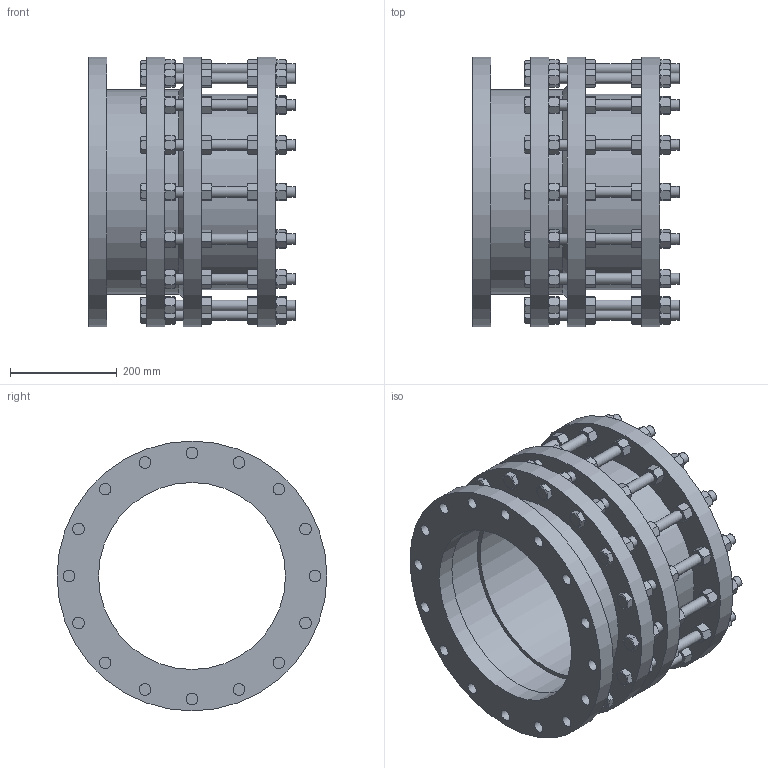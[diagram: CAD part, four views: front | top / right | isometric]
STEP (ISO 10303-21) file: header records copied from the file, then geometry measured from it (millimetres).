
FILE_DESCRIPTION(/* description */ ('MONTERINGSBOX VM 3188 - 150 DN'),/* implementation_level */ '2;1');
FILE_NAME(/* name */ 'MONTERINGSBOX VM 3186 - 350 DN.stp',/* time_stamp */ '2020-02-26T14:57:02+05:00',/* author */ ('rahul_marsute'),/* organization */ (''),/* preprocessor_version */ 'ST-DEVELOPER v18',/* originating_system */ 'Autodesk Inventor 2020',/* authorisation */ '');
FILE_SCHEMA (('AUTOMOTIVE_DESIGN { 1 0 10303 214 3 1 1 }'));
Products named in the file (1): MONTERINGSBOX VM 3186 - 350 DN
Bounding box: 386.28 x 505 x 505 mm (x, y, z)
Volume: 17558577.8 mm3; surface area: 2079248 mm2
Topology: 1 solids, 33 shells, 1605 faces, 4277 edges, 2858 vertices
Faces by surface type: cone 785, plane 666, cylinder 154
Full cylindrical faces by diameter (mm): 20 x80, 22 x64, 350 x2, 366 x2, 382 x2, 505 x4
Entity records: 48670 total; most frequent: CARTESIAN_POINT 12005, ORIENTED_EDGE 8554, DIRECTION 6987, EDGE_CURVE 4277, VERTEX_POINT 2858, AXIS2_PLACEMENT_3D 2736, EDGE_LOOP 1887, FACE_OUTER_BOUND 1605
